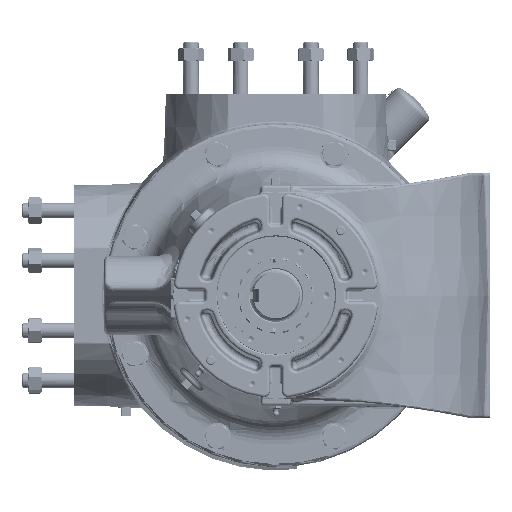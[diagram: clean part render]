
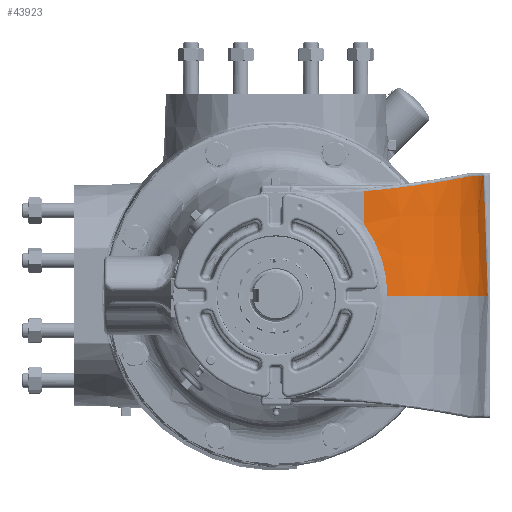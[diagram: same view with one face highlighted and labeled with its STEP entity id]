
A CAD part, left-side view. The second image highlights one B-rep face of the part: STEP entity #43923.
In plain terms, the highlighted conical face has half-angle 2 degrees and reference radius 124.46 mm.
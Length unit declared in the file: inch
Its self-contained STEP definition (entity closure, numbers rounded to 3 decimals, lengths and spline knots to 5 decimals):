
#311 = AXIS2_PLACEMENT_3D ( 'NONE', #162808, #348947, #245899 ) ;
#9657 = AXIS2_PLACEMENT_3D ( 'NONE', #180050, #12501, #154796 ) ;
#12501 = DIRECTION ( 'NONE',  ( 0., 0., -1. ) ) ;
#12630 = CARTESIAN_POINT ( 'NONE',  ( -13.47787, -3.74134, 2.71794 ) ) ;
#12633 = CARTESIAN_POINT ( 'NONE',  ( -13.4, -3.59, 5. ) ) ;
#14772 = CARTESIAN_POINT ( 'NONE',  ( -10.83249, -7.90619, 4.86406 ) ) ;
#16516 = CARTESIAN_POINT ( 'NONE',  ( -13.21329, -5.00486, 4.40612 ) ) ;
#18316 = CARTESIAN_POINT ( 'NONE',  ( -10.72952, -7.95987, 4.87443 ) ) ;
#21217 = EDGE_CURVE ( 'Defeatured_0_868+Defeatured_0_664+Defeatured_0_869+Defeatured_0_866', #331322, #299520, #320617, .T. ) ;
#36031 = CARTESIAN_POINT ( 'NONE',  ( -13.47215, -3.59, 2.93394 ) ) ;
#37037 = EDGE_CURVE ( 'Defeatured_0_868+Defeatured_0_1012+Defeatured_0_1011+Defeatured_0_869', #195030, #266129, #313552, .T. ) ;
#39575 = DIRECTION ( 'NONE',  ( 0.035, 0., 0.999 ) ) ;
#40719 = CARTESIAN_POINT ( 'NONE',  ( -13.47215, -3.59, 2.93394 ) ) ;
#41695 = CARTESIAN_POINT ( 'NONE',  ( -13.08053, -5.38693, 4.455 ) ) ;
#42163 = CARTESIAN_POINT ( 'NONE',  ( -8.69594, -8.49013, 4.88419 ) ) ;
#43668 = CARTESIAN_POINT ( 'NONE',  ( -8.5, -3.59, 4.88419 ) ) ;
#43923 = ADVANCED_FACE ( 'Defeatured_0_868', ( #290180 ), #164999, .T. ) ;
#44433 = EDGE_CURVE ( 'Defeatured_0_868+Defeatured_0_865+Defeatured_0_866+Defeatured_0_1011', #129586, #56119, #297848, .T. ) ;
#56119 = VERTEX_POINT ( 'NONE', #250849 ) ;
#68370 = CARTESIAN_POINT ( 'NONE',  ( -13.47759, -4.55358, 0.13188 ) ) ;
#68732 = CARTESIAN_POINT ( 'NONE',  ( -11.1336, -7.73071, 4.83068 ) ) ;
#74122 = CARTESIAN_POINT ( 'NONE',  ( -13.4253, -3.82253, 4.27542 ) ) ;
#75935 = CARTESIAN_POINT ( 'NONE',  ( -13.42604, -3.59, 4.25426 ) ) ;
#85557 = ORIENTED_EDGE ( 'NONE', *, *, #21217, .T. ) ;
#86873 = CARTESIAN_POINT ( 'NONE',  ( -8.86029, -8.6518, 0. ) ) ;
#93729 = CARTESIAN_POINT ( 'NONE',  ( -13.47922, -3.94425, 2.38131 ) ) ;
#97592 = CARTESIAN_POINT ( 'NONE',  ( -13.15994, -5.16952, 4.42681 ) ) ;
#99400 = CARTESIAN_POINT ( 'NONE',  ( -13.29386, -4.7289, 4.37232 ) ) ;
#99603 = AXIS2_PLACEMENT_3D ( 'NONE', #43668, #204280, #316140 ) ;
#101184 = CARTESIAN_POINT ( 'NONE',  ( -12.89503, -5.80662, 4.51236 ) ) ;
#104744 = CARTESIAN_POINT ( 'NONE',  ( -12.78657, -6.00758, 4.54154 ) ) ;
#119012 = CARTESIAN_POINT ( 'NONE',  ( -13.46612, -4.38626, 1.29112 ) ) ;
#122538 = CARTESIAN_POINT ( 'NONE',  ( -13.47374, -4.54941, 0.26289 ) ) ;
#124323 = CARTESIAN_POINT ( 'NONE',  ( -13.46732, -4.35012, 1.41724 ) ) ;
#124680 = CARTESIAN_POINT ( 'NONE',  ( -12.10582, -6.93189, 4.68774 ) ) ;
#126450 = CARTESIAN_POINT ( 'NONE',  ( -12.43619, -6.53095, 4.62222 ) ) ;
#129586 = VERTEX_POINT ( 'NONE', #319549 ) ;
#130754 = CARTESIAN_POINT ( 'NONE',  ( -8.86029, -8.6518, 0. ) ) ;
#144798 = VECTOR ( 'NONE', #39575, 39.37008 ) ;
#146090 = CARTESIAN_POINT ( 'NONE',  ( -13.46815, -4.53026, 0.52327 ) ) ;
#151756 = CARTESIAN_POINT ( 'NONE',  ( -13.14076, -5.22427, 4.43383 ) ) ;
#154542 = ORIENTED_EDGE ( 'NONE', *, *, #172590, .F. ) ;
#154796 = DIRECTION ( 'NONE',  ( 1., 0., 0. ) ) ;
#157811 = CARTESIAN_POINT ( 'NONE',  ( -8.69594, -8.49013, 4.88419 ) ) ;
#162808 = CARTESIAN_POINT ( 'NONE',  ( -8.5, -3.59, 0. ) ) ;
#164999 = CONICAL_SURFACE ( 'NONE', #9657, 4.9, 0.035 ) ;
#171340 = CARTESIAN_POINT ( 'NONE',  ( -13.46465, -4.47477, 0.90973 ) ) ;
#172590 = EDGE_CURVE ( 'Defeatured_0_1011+Defeatured_0_868+Defeatured_0_1131+Defeatured_0_929', #195030, #56119, #257907, .T. ) ;
#178040 = EDGE_LOOP ( 'NONE', ( #154542, #202854, #334946, #85557, #261056, #243752 ) ) ;
#180050 = CARTESIAN_POINT ( 'NONE',  ( -8.5, -3.59, 5. ) ) ;
#184062 = CARTESIAN_POINT ( 'NONE',  ( -11.60368, -7.39899, 4.76938 ) ) ;
#195030 = VERTEX_POINT ( 'NONE', #40719 ) ;
#201519 = EDGE_CURVE ( 'Defeatured_0_868+Defeatured_0_869+Defeatured_0_1012+Defeatured_0_664', #266129, #331322, #207759, .T. ) ;
#202854 = ORIENTED_EDGE ( 'NONE', *, *, #37037, .T. ) ;
#203733 = CARTESIAN_POINT ( 'NONE',  ( -13.46639, -4.51528, 0.65263 ) ) ;
#204280 = DIRECTION ( 'NONE',  ( 0., 0., -1. ) ) ;
#207759 = CIRCLE ( 'NONE', #311, 5.0746 ) ;
#211169 = CARTESIAN_POINT ( 'NONE',  ( -13.03678, -5.49334, 4.46926 ) ) ;
#211914 = CARTESIAN_POINT ( 'NONE',  ( -8.75065, -8.54484, 3.25615 ) ) ;
#212973 = CARTESIAN_POINT ( 'NONE',  ( -11.42221, -7.53896, 4.79491 ) ) ;
#214787 = CARTESIAN_POINT ( 'NONE',  ( -11.03445, -7.79168, 4.8422 ) ) ;
#215522 = CARTESIAN_POINT ( 'NONE',  ( -8.80544, -8.5987, 1.62809 ) ) ;
#229084 = CARTESIAN_POINT ( 'NONE',  ( -13.46466, -4.44924, 1.03747 ) ) ;
#234757 = CARTESIAN_POINT ( 'NONE',  ( -12.53846, -6.39198, 4.6002 ) ) ;
#240125 = CARTESIAN_POINT ( 'NONE',  ( -13.19618, -5.05987, 4.41296 ) ) ;
#241887 = CARTESIAN_POINT ( 'NONE',  ( -11.94549, -7.09546, 4.7158 ) ) ;
#243752 = ORIENTED_EDGE ( 'NONE', *, *, #44433, .T. ) ;
#245899 = DIRECTION ( 'NONE',  ( 0., 1., 0. ) ) ;
#250849 = CARTESIAN_POINT ( 'NONE',  ( -13.42604, -3.59, 4.25426 ) ) ;
#254395 = CARTESIAN_POINT ( 'NONE',  ( -13.46564, -4.403, 1.22786 ) ) ;
#255178 = CIRCLE ( 'NONE', #99603, 4.90404 ) ;
#257907 = LINE ( 'NONE', #12633, #144798 ) ;
#259667 = CARTESIAN_POINT ( 'NONE',  ( -13.47587, -3.66763, 2.82743 ) ) ;
#261056 = ORIENTED_EDGE ( 'NONE', *, *, #278452, .T. ) ;
#266129 = VERTEX_POINT ( 'NONE', #342248 ) ;
#268972 = CARTESIAN_POINT ( 'NONE',  ( -10.62452, -8.00996, 4.88419 ) ) ;
#278452 = EDGE_CURVE ( 'Defeatured_0_868+Defeatured_0_866+Defeatured_0_664+Defeatured_0_865', #299520, #129586, #255178, .T. ) ;
#288887 = CARTESIAN_POINT ( 'NONE',  ( -12.40121, -6.57678, 4.62955 ) ) ;
#290180 = FACE_OUTER_BOUND ( 'NONE', #178040, .T. ) ;
#297848 = B_SPLINE_CURVE_WITH_KNOTS ( 'NONE', 3,
 ( #268972, #18316, #14772, #214787, #68732, #212973, #184062, #241887, #124680, #348480, #323141, #288887, #126450, #234757, #344889, #104744, #101184, #211169, #41695, #151756, #97592, #240125, #16516, #99400, #350267, #321357, #74122, #75935 ),
 .UNSPECIFIED., .F., .F.,
 ( 4, 2, 2, 2, 2, 2, 2, 2, 2, 2, 2, 2, 2, 4 ),
 ( 0., 0.00888, 0.01777, 0.03553, 0.0533, 0.05774, 0.06218, 0.07106, 0.08883, 0.09771, 0.10215, 0.1066, 0.12436, 0.14213 ),
 .UNSPECIFIED. ) ;
#299520 = VERTEX_POINT ( 'NONE', #42163 ) ;
#308585 = CARTESIAN_POINT ( 'NONE',  ( -13.47638, -4.12473, 2.03363 ) ) ;
#310319 = CARTESIAN_POINT ( 'NONE',  ( -13.46805, -4.33069, 1.48015 ) ) ;
#313552 = B_SPLINE_CURVE_WITH_KNOTS ( 'NONE', 3,
 ( #36031, #259667, #12630, #340979, #93729, #308585, #337459, #310319, #124323, #119012, #254395, #229084, #171340, #203733, #146090, #122538, #68370, #339191 ),
 .UNSPECIFIED., .F., .F.,
 ( 4, 2, 2, 2, 2, 2, 2, 2, 4 ),
 ( 0., 0.01005, 0.02009, 0.04018, 0.0452, 0.05023, 0.06027, 0.07032, 0.08036 ),
 .UNSPECIFIED. ) ;
#316140 = DIRECTION ( 'NONE',  ( 1., 0., 0. ) ) ;
#319549 = CARTESIAN_POINT ( 'NONE',  ( -10.62452, -8.00996, 4.88419 ) ) ;
#320617 = B_SPLINE_CURVE_WITH_KNOTS ( 'NONE', 3,
 ( #130754, #215522, #211914, #157811 ),
 .UNSPECIFIED., .F., .F.,
 ( 4, 4 ),
 ( 0., 0.1242 ),
 .UNSPECIFIED. ) ;
#321357 = CARTESIAN_POINT ( 'NONE',  ( -13.40813, -4.05202, 4.29817 ) ) ;
#323141 = CARTESIAN_POINT ( 'NONE',  ( -12.32945, -6.66743, 4.64421 ) ) ;
#331322 = VERTEX_POINT ( 'NONE', #86873 ) ;
#334946 = ORIENTED_EDGE ( 'NONE', *, *, #201519, .T. ) ;
#337459 = CARTESIAN_POINT ( 'NONE',  ( -13.47203, -4.22704, 1.79296 ) ) ;
#339191 = CARTESIAN_POINT ( 'NONE',  ( -13.48257, -4.55208, 0. ) ) ;
#340979 = CARTESIAN_POINT ( 'NONE',  ( -13.47954, -3.87958, 2.49498 ) ) ;
#342248 = CARTESIAN_POINT ( 'NONE',  ( -13.48257, -4.55208, 0. ) ) ;
#344889 = CARTESIAN_POINT ( 'NONE',  ( -12.6031, -6.29735, 4.58551 ) ) ;
#348480 = CARTESIAN_POINT ( 'NONE',  ( -12.29269, -6.71222, 4.65153 ) ) ;
#348947 = DIRECTION ( 'NONE',  ( 0., 0., 1. ) ) ;
#350267 = CARTESIAN_POINT ( 'NONE',  ( -13.34241, -4.5052, 4.34662 ) ) ;
